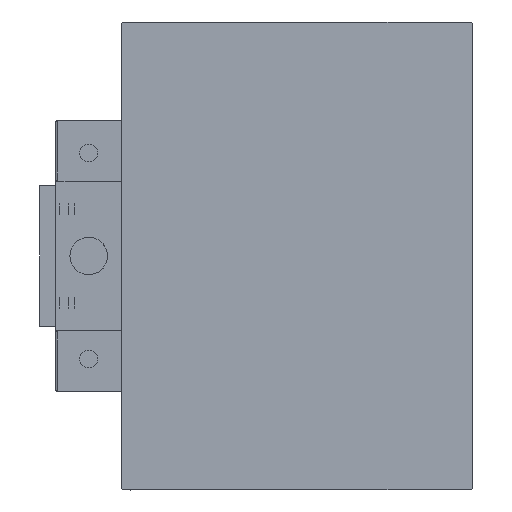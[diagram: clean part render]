
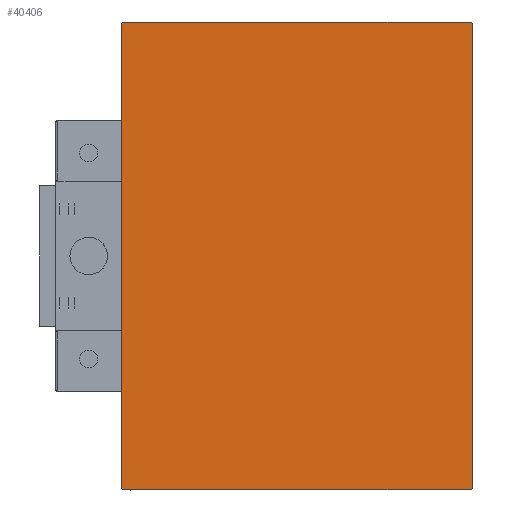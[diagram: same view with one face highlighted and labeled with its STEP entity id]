
A CAD part, left-side view. The second image highlights one B-rep face of the part: STEP entity #40406.
In plain terms, the highlighted face is planar.
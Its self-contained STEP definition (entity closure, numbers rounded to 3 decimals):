
#96 = EDGE_CURVE ( 'NONE', #1529, #26906, #25723, .T. ) ;
#234 = CARTESIAN_POINT ( 'NONE',  ( 233., 43.6, 43.6 ) ) ;
#1377 = DIRECTION ( 'NONE',  ( 0., -0.707, -0.707 ) ) ;
#1529 = VERTEX_POINT ( 'NONE', #27880 ) ;
#3478 = CARTESIAN_POINT ( 'NONE',  ( 233., -37.5, -50. ) ) ;
#5064 = ORIENTED_EDGE ( 'NONE', *, *, #46517, .T. ) ;
#5736 = ORIENTED_EDGE ( 'NONE', *, *, #37571, .T. ) ;
#6902 = VERTEX_POINT ( 'NONE', #22751 ) ;
#7302 = VECTOR ( 'NONE', #12076, 1000. ) ;
#7809 = DIRECTION ( 'NONE',  ( 0., 0., -1. ) ) ;
#10581 = ORIENTED_EDGE ( 'NONE', *, *, #11107, .T. ) ;
#10593 = CARTESIAN_POINT ( 'NONE',  ( 233., -43.6, -43.6 ) ) ;
#11107 = EDGE_CURVE ( 'NONE', #26906, #6902, #38877, .T. ) ;
#11171 = VECTOR ( 'NONE', #24673, 1000. ) ;
#11667 = FACE_OUTER_BOUND ( 'NONE', #46368, .T. ) ;
#11971 = CARTESIAN_POINT ( 'NONE',  ( 233., 37.5, -49.7 ) ) ;
#12076 = DIRECTION ( 'NONE',  ( 0., -1., 0. ) ) ;
#12690 = ORIENTED_EDGE ( 'NONE', *, *, #32022, .T. ) ;
#13445 = ORIENTED_EDGE ( 'NONE', *, *, #30114, .T. ) ;
#15227 = AXIS2_PLACEMENT_3D ( 'NONE', #22947, #42704, #7809 ) ;
#15674 = CARTESIAN_POINT ( 'NONE',  ( 233., 37.5, 49.7 ) ) ;
#17174 = EDGE_CURVE ( 'NONE', #6902, #39342, #17226, .T. ) ;
#17226 = LINE ( 'NONE', #47994, #11171 ) ;
#18147 = VECTOR ( 'NONE', #18778, 1000. ) ;
#18778 = DIRECTION ( 'NONE',  ( 0., 0.707, -0.707 ) ) ;
#20784 = CARTESIAN_POINT ( 'NONE',  ( 233., 37.5, 50. ) ) ;
#20872 = LINE ( 'NONE', #33184, #21812 ) ;
#21812 = VECTOR ( 'NONE', #1377, 1000. ) ;
#22497 = VERTEX_POINT ( 'NONE', #15674 ) ;
#22751 = CARTESIAN_POINT ( 'NONE',  ( 233., 37.2, -50. ) ) ;
#22947 = CARTESIAN_POINT ( 'NONE',  ( 233., 0., 0. ) ) ;
#24673 = DIRECTION ( 'NONE',  ( 0., 0.707, 0.707 ) ) ;
#25203 = VERTEX_POINT ( 'NONE', #43402 ) ;
#25563 = LINE ( 'NONE', #41988, #37199 ) ;
#25723 = LINE ( 'NONE', #10593, #18147 ) ;
#26906 = VERTEX_POINT ( 'NONE', #41984 ) ;
#27038 = ORIENTED_EDGE ( 'NONE', *, *, #17174, .T. ) ;
#27880 = CARTESIAN_POINT ( 'NONE',  ( 233., -37.5, -49.7 ) ) ;
#28387 = LINE ( 'NONE', #41202, #48808 ) ;
#30114 = EDGE_CURVE ( 'NONE', #30623, #41113, #47194, .T. ) ;
#30623 = VERTEX_POINT ( 'NONE', #38986 ) ;
#32022 = EDGE_CURVE ( 'NONE', #25203, #1529, #25563, .T. ) ;
#32056 = DIRECTION ( 'NONE',  ( 0., -0.707, 0.707 ) ) ;
#32160 = ORIENTED_EDGE ( 'NONE', *, *, #96, .T. ) ;
#33184 = CARTESIAN_POINT ( 'NONE',  ( 233., -43.6, 43.6 ) ) ;
#34719 = VECTOR ( 'NONE', #46560, 1000. ) ;
#35005 = PLANE ( 'NONE',  #15227 ) ;
#35931 = ORIENTED_EDGE ( 'NONE', *, *, #37129, .T. ) ;
#37129 = EDGE_CURVE ( 'NONE', #39342, #22497, #28387, .T. ) ;
#37199 = VECTOR ( 'NONE', #46065, 1000. ) ;
#37351 = DIRECTION ( 'NONE',  ( 0., 0., 1. ) ) ;
#37571 = EDGE_CURVE ( 'NONE', #41113, #25203, #20872, .T. ) ;
#38877 = LINE ( 'NONE', #3478, #34719 ) ;
#38986 = CARTESIAN_POINT ( 'NONE',  ( 233., 37.2, 50. ) ) ;
#39342 = VERTEX_POINT ( 'NONE', #11971 ) ;
#39993 = LINE ( 'NONE', #234, #50666 ) ;
#40406 = ADVANCED_FACE ( 'NONE', ( #11667 ), #35005, .T. ) ;
#41113 = VERTEX_POINT ( 'NONE', #48432 ) ;
#41202 = CARTESIAN_POINT ( 'NONE',  ( 233., 37.5, -50. ) ) ;
#41984 = CARTESIAN_POINT ( 'NONE',  ( 233., -37.2, -50. ) ) ;
#41988 = CARTESIAN_POINT ( 'NONE',  ( 233., -37.5, 50. ) ) ;
#42704 = DIRECTION ( 'NONE',  ( 1., 0., 0. ) ) ;
#43402 = CARTESIAN_POINT ( 'NONE',  ( 233., -37.5, 49.7 ) ) ;
#46065 = DIRECTION ( 'NONE',  ( 0., 0., -1. ) ) ;
#46368 = EDGE_LOOP ( 'NONE', ( #10581, #27038, #35931, #5064, #13445, #5736, #12690, #32160 ) ) ;
#46517 = EDGE_CURVE ( 'NONE', #22497, #30623, #39993, .T. ) ;
#46560 = DIRECTION ( 'NONE',  ( 0., 1., 0. ) ) ;
#47194 = LINE ( 'NONE', #20784, #7302 ) ;
#47994 = CARTESIAN_POINT ( 'NONE',  ( 233., 43.6, -43.6 ) ) ;
#48432 = CARTESIAN_POINT ( 'NONE',  ( 233., -37.2, 50. ) ) ;
#48808 = VECTOR ( 'NONE', #37351, 1000. ) ;
#50666 = VECTOR ( 'NONE', #32056, 1000. ) ;
